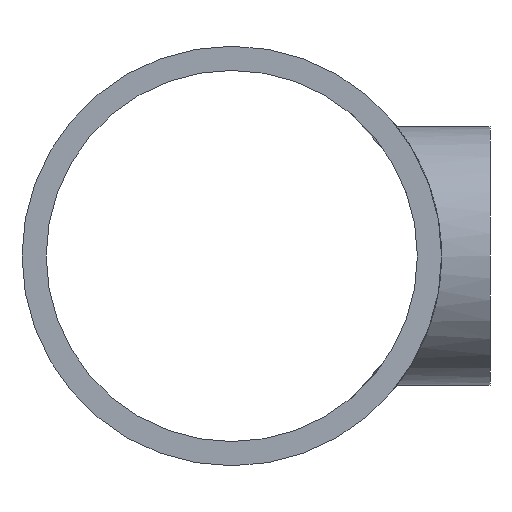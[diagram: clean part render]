
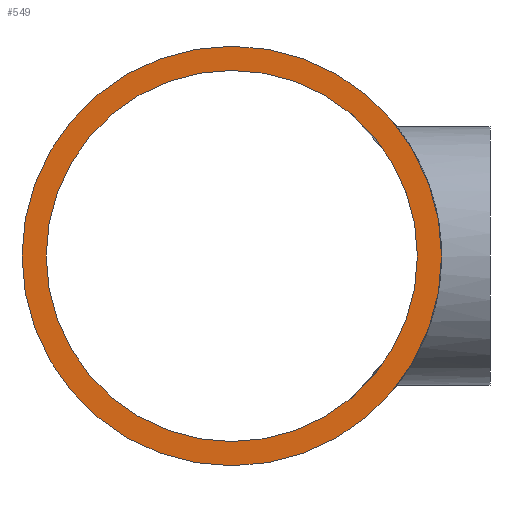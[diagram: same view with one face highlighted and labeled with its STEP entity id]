
A CAD part, left-side view. The second image highlights one B-rep face of the part: STEP entity #549.
In plain terms, the highlighted planar face has unit normal (-1, 0, 0).
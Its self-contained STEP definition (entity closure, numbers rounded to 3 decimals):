
#11 = CARTESIAN_POINT ( 'NONE',  ( -50., 16., 0. ) ) ;
#18 = PLANE ( 'NONE',  #101 ) ;
#25 = DIRECTION ( 'NONE',  ( 0., 0., -1. ) ) ;
#52 = CIRCLE ( 'NONE', #481, 11.5 ) ;
#67 = ORIENTED_EDGE ( 'NONE', *, *, #286, .T. ) ;
#70 = AXIS2_PLACEMENT_3D ( 'NONE', #547, #295, #469 ) ;
#101 = AXIS2_PLACEMENT_3D ( 'NONE', #11, #226, #311 ) ;
#112 = DIRECTION ( 'NONE',  ( 0., 0., -1. ) ) ;
#114 = CARTESIAN_POINT ( 'NONE',  ( -50., 16., 0. ) ) ;
#118 = EDGE_LOOP ( 'NONE', ( #333, #67 ) ) ;
#140 = ORIENTED_EDGE ( 'NONE', *, *, #346, .F. ) ;
#143 = AXIS2_PLACEMENT_3D ( 'NONE', #327, #501, #112 ) ;
#160 = AXIS2_PLACEMENT_3D ( 'NONE', #114, #289, #25 ) ;
#176 = CIRCLE ( 'NONE', #70, 13. ) ;
#183 = VERTEX_POINT ( 'NONE', #567 ) ;
#226 = DIRECTION ( 'NONE',  ( 1., 0., 0. ) ) ;
#247 = CARTESIAN_POINT ( 'NONE',  ( -50., 16., 0. ) ) ;
#254 = EDGE_CURVE ( 'NONE', #361, #183, #256, .T. ) ;
#256 = CIRCLE ( 'NONE', #160, 11.5 ) ;
#271 = FACE_BOUND ( 'NONE', #118, .T. ) ;
#286 = EDGE_CURVE ( 'NONE', #183, #361, #52, .T. ) ;
#289 = DIRECTION ( 'NONE',  ( 1., 0., 0. ) ) ;
#292 = DIRECTION ( 'NONE',  ( 1., 0., 0. ) ) ;
#295 = DIRECTION ( 'NONE',  ( 1., 0., 0. ) ) ;
#297 = CARTESIAN_POINT ( 'NONE',  ( -50., 16., 13. ) ) ;
#311 = DIRECTION ( 'NONE',  ( 0., 0., -1. ) ) ;
#327 = CARTESIAN_POINT ( 'NONE',  ( -50., 16., 0. ) ) ;
#333 = ORIENTED_EDGE ( 'NONE', *, *, #254, .T. ) ;
#338 = EDGE_CURVE ( 'NONE', #375, #468, #176, .T. ) ;
#346 = EDGE_CURVE ( 'NONE', #468, #375, #398, .T. ) ;
#361 = VERTEX_POINT ( 'NONE', #433 ) ;
#375 = VERTEX_POINT ( 'NONE', #297 ) ;
#388 = CARTESIAN_POINT ( 'NONE',  ( -50., 16., -13. ) ) ;
#398 = CIRCLE ( 'NONE', #143, 13. ) ;
#430 = EDGE_LOOP ( 'NONE', ( #140, #447 ) ) ;
#433 = CARTESIAN_POINT ( 'NONE',  ( -50., 16., -11.5 ) ) ;
#447 = ORIENTED_EDGE ( 'NONE', *, *, #338, .F. ) ;
#468 = VERTEX_POINT ( 'NONE', #388 ) ;
#469 = DIRECTION ( 'NONE',  ( 0., 0., -1. ) ) ;
#481 = AXIS2_PLACEMENT_3D ( 'NONE', #247, #292, #510 ) ;
#494 = FACE_OUTER_BOUND ( 'NONE', #430, .T. ) ;
#501 = DIRECTION ( 'NONE',  ( 1., 0., 0. ) ) ;
#510 = DIRECTION ( 'NONE',  ( 0., 0., -1. ) ) ;
#547 = CARTESIAN_POINT ( 'NONE',  ( -50., 16., 0. ) ) ;
#549 = ADVANCED_FACE ( 'NONE', ( #271, #494 ), #18, .F. ) ;
#567 = CARTESIAN_POINT ( 'NONE',  ( -50., 16., 11.5 ) ) ;
